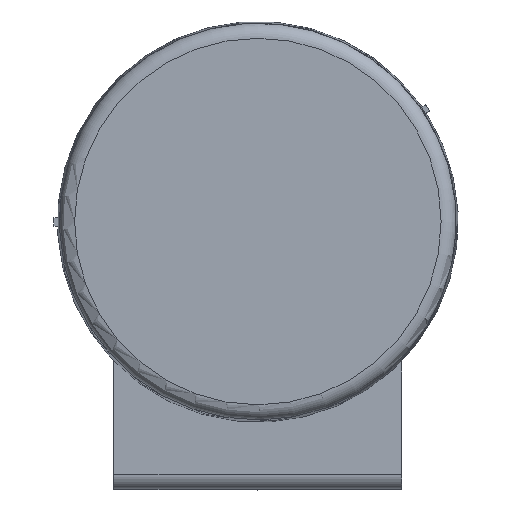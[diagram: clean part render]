
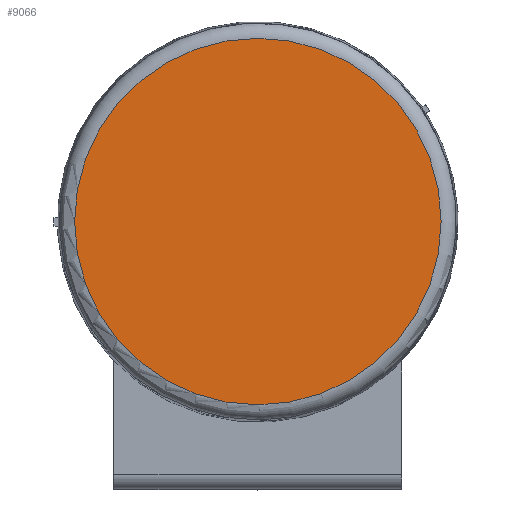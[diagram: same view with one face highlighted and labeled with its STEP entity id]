
A CAD part, top view. The second image highlights one B-rep face of the part: STEP entity #9066.
In plain terms, the highlighted planar face has unit normal (0, 0, 1).
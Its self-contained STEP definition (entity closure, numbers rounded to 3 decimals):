
#850=FACE_OUTER_BOUND('',#1476,.T.);
#1476=EDGE_LOOP('',(#6583));
#2070=CIRCLE('',#9696,24.184);
#4056=VERTEX_POINT('',#16673);
#4997=EDGE_CURVE('',#4056,#4056,#2070,.F.);
#6583=ORIENTED_EDGE('',*,*,#4997,.T.);
#8632=PLANE('',#9731);
#9066=ADVANCED_FACE('',(#850),#8632,.F.);
#9696=AXIS2_PLACEMENT_3D('',#16674,#10907,#10908);
#9731=AXIS2_PLACEMENT_3D('',#16803,#10997,#10998);
#10907=DIRECTION('center_axis',(0.,0.,-1.));
#10908=DIRECTION('ref_axis',(-1.,0.,0.));
#10997=DIRECTION('center_axis',(0.,0.,-1.));
#10998=DIRECTION('ref_axis',(-1.,0.,0.));
#16673=CARTESIAN_POINT('',(-24.184,0.,17.25));
#16674=CARTESIAN_POINT('Origin',(0.,0.,17.25));
#16803=CARTESIAN_POINT('Origin',(0.,0.,17.25));
